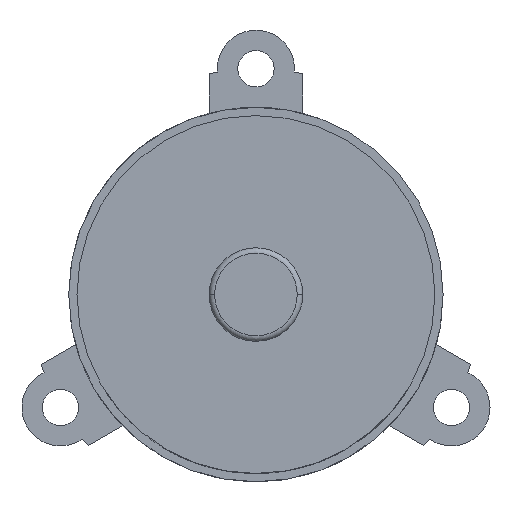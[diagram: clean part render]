
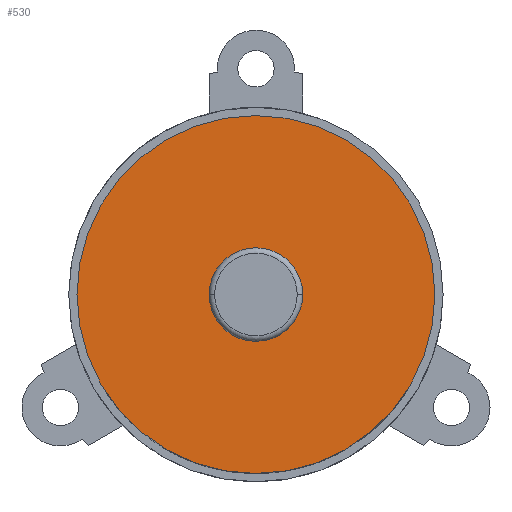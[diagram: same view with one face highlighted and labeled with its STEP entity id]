
A CAD part, front view. The second image highlights one B-rep face of the part: STEP entity #530.
In plain terms, the highlighted face is planar.
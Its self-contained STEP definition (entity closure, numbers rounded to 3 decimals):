
#292 = VERTEX_POINT ( 'NONE', #7994 ) ;
#306 = VERTEX_POINT ( 'NONE', #8008 ) ;
#309 = VERTEX_POINT ( 'NONE', #8011 ) ;
#342 = VERTEX_POINT ( 'NONE', #8042 ) ;
#530 = ADVANCED_FACE ( 'NONE', ( #10592, #10594 ), #9651, .F. ) ;
#1545 = EDGE_CURVE ( 'NONE', #342, #309, #14229, .T. ) ;
#2611 = EDGE_CURVE ( 'NONE', #292, #306, #2905, .T. ) ;
#2619 = EDGE_CURVE ( 'NONE', #306, #292, #2907, .T. ) ;
#2621 = EDGE_CURVE ( 'NONE', #309, #342, #2909, .T. ) ;
#2905 = CIRCLE ( 'NONE', #10307, 16.25 ) ;
#2907 = CIRCLE ( 'NONE', #10315, 16.25 ) ;
#2909 = CIRCLE ( 'NONE', #10314, 4.25 ) ;
#4246 = CARTESIAN_POINT ( 'NONE',  ( 0., 0., -21. ) ) ;
#4247 = DIRECTION ( 'NONE',  ( 0., 0., 1. ) ) ;
#4248 = DIRECTION ( 'NONE',  ( 1., 0., 0. ) ) ;
#4249 = CARTESIAN_POINT ( 'NONE',  ( 0., 0., -21. ) ) ;
#4259 = CARTESIAN_POINT ( 'NONE',  ( 0., 0., -21. ) ) ;
#4260 = DIRECTION ( 'NONE',  ( 0., 0., 1. ) ) ;
#4261 = DIRECTION ( 'NONE',  ( 1., 0., 0. ) ) ;
#4263 = DIRECTION ( 'NONE',  ( 0., 0., -1. ) ) ;
#4264 = DIRECTION ( 'NONE',  ( 1., 0., 0. ) ) ;
#5472 = EDGE_LOOP ( 'NONE', ( #6284, #6286 ) ) ;
#5507 = EDGE_LOOP ( 'NONE', ( #6281, #6282 ) ) ;
#6281 = ORIENTED_EDGE ( 'NONE', *, *, #2611, .F. ) ;
#6282 = ORIENTED_EDGE ( 'NONE', *, *, #2619, .F. ) ;
#6284 = ORIENTED_EDGE ( 'NONE', *, *, #2621, .F. ) ;
#6286 = ORIENTED_EDGE ( 'NONE', *, *, #1545, .F. ) ;
#7994 = CARTESIAN_POINT ( 'NONE',  ( 16.25, 0., -21. ) ) ;
#8008 = CARTESIAN_POINT ( 'NONE',  ( -16.25, 0., -21. ) ) ;
#8011 = CARTESIAN_POINT ( 'NONE',  ( 4.25, 0., -21. ) ) ;
#8042 = CARTESIAN_POINT ( 'NONE',  ( -4.25, 0., -21. ) ) ;
#9650 = CARTESIAN_POINT ( 'NONE',  ( 0., 0., -21. ) ) ;
#9651 = PLANE ( 'NONE',  #10056 ) ;
#9652 = DIRECTION ( 'NONE',  ( 0., 0., 1. ) ) ;
#9653 = DIRECTION ( 'NONE',  ( 1., 0., 0. ) ) ;
#10056 = AXIS2_PLACEMENT_3D ( 'NONE', #9650, #9652, #9653 ) ;
#10203 = AXIS2_PLACEMENT_3D ( 'NONE', #13972, #13976, #13977 ) ;
#10307 = AXIS2_PLACEMENT_3D ( 'NONE', #4246, #4247, #4248 ) ;
#10314 = AXIS2_PLACEMENT_3D ( 'NONE', #4249, #4263, #4264 ) ;
#10315 = AXIS2_PLACEMENT_3D ( 'NONE', #4259, #4260, #4261 ) ;
#10592 = FACE_OUTER_BOUND ( 'NONE', #5507, .T. ) ;
#10594 = FACE_BOUND ( 'NONE', #5472, .T. ) ;
#13972 = CARTESIAN_POINT ( 'NONE',  ( 0., 0., -21. ) ) ;
#13976 = DIRECTION ( 'NONE',  ( 0., 0., -1. ) ) ;
#13977 = DIRECTION ( 'NONE',  ( 1., 0., 0. ) ) ;
#14229 = CIRCLE ( 'NONE', #10203, 4.25 ) ;
